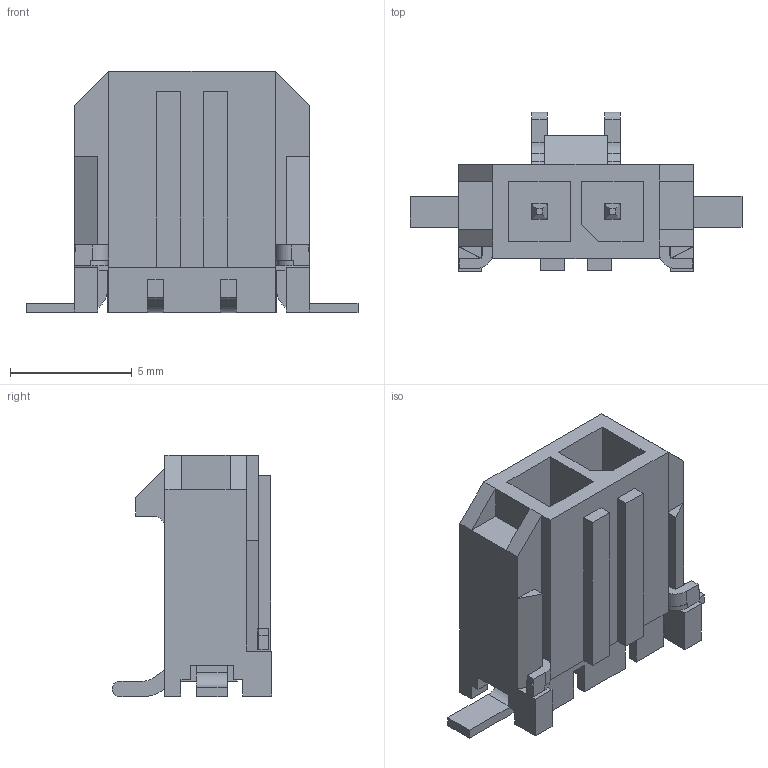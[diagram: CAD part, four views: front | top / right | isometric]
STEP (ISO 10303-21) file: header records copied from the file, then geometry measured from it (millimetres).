
FILE_DESCRIPTION((''),'2;1');
FILE_NAME('436500224','2020-10-20T',('me'),(''),'PRO/ENGINEER BY PARAMETRIC TECHNOLOGY CORPORATION, 2016010','PRO/ENGINEER BY PARAMETRIC TECHNOLOGY CORPORATION, 2016010','');
FILE_SCHEMA(('CONFIG_CONTROL_DESIGN'));
Length unit declared in the file: millimetre
Products named in the file (1): 436500224
Bounding box: 13.65 x 6.57 x 9.93 mm (x, y, z)
Volume: 258.1 mm3; surface area: 614.9 mm2
Topology: 2 solids, 2 shells, 246 faces, 683 edges, 446 vertices
Faces by surface type: plane 221, cylinder 25
Entity records: 7722 total; most frequent: CARTESIAN_POINT 1360, ORIENTED_EDGE 1334, DIRECTION 1235, EDGE_CURVE 667, VECTOR 625, LINE 625, VERTEX_POINT 430, AXIS2_PLACEMENT_3D 305
